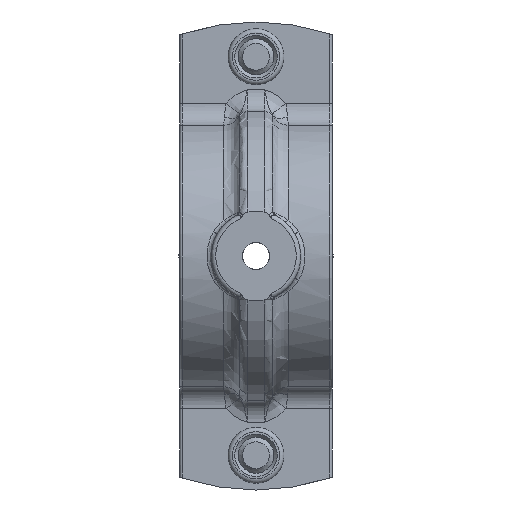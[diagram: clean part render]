
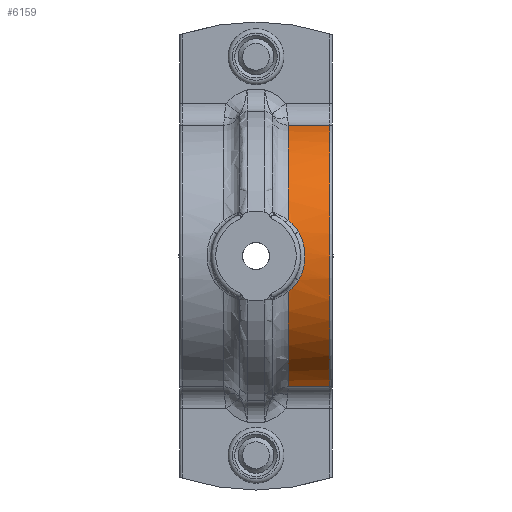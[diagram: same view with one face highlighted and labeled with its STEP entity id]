
A CAD part, left-side view. The second image highlights one B-rep face of the part: STEP entity #6159.
In plain terms, the highlighted cylindrical face has radius 30 mm (diameter 60 mm), a partial arc.
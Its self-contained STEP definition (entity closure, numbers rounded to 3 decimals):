
#153=LINE('',#11315,#349);
#154=LINE('',#11316,#350);
#349=VECTOR('',#7497,1000.);
#350=VECTOR('',#7498,1000.);
#630=B_SPLINE_CURVE_WITH_KNOTS('',3,(#10231,#10232,#10233,#10234),
 .UNSPECIFIED.,.F.,.F.,(4,4),(0.,1.),.UNSPECIFIED.);
#632=B_SPLINE_CURVE_WITH_KNOTS('',3,(#10285,#10286,#10287,#10288,#10289,
#10290,#10291,#10292,#10293,#10294,#10295,#10296,#10297,#10298,#10299,#10300),
 .UNSPECIFIED.,.F.,.F.,(4,1,1,1,1,1,1,1,1,1,1,1,1,4),(0.,0.125,0.188,0.25,
0.313,0.375,0.438,0.5,0.625,0.688,0.75,0.813,0.875,1.),
 .UNSPECIFIED.);
#633=B_SPLINE_CURVE_WITH_KNOTS('',3,(#10327,#10328,#10329,#10330),
 .UNSPECIFIED.,.F.,.F.,(4,4),(0.,1.),.UNSPECIFIED.);
#1065=CYLINDRICAL_SURFACE('',#6652,30.);
#1589=ORIENTED_EDGE('',*,*,#3256,.T.);
#1590=ORIENTED_EDGE('',*,*,#3358,.F.);
#1591=ORIENTED_EDGE('',*,*,#3312,.T.);
#1592=ORIENTED_EDGE('',*,*,#3359,.F.);
#1593=ORIENTED_EDGE('',*,*,#3257,.T.);
#1594=ORIENTED_EDGE('',*,*,#3254,.T.);
#1595=ORIENTED_EDGE('',*,*,#3252,.T.);
#1596=ORIENTED_EDGE('',*,*,#3250,.T.);
#3250=EDGE_CURVE('',#4184,#4116,#630,.T.);
#3252=EDGE_CURVE('',#4185,#4184,#632,.T.);
#3254=EDGE_CURVE('',#4117,#4185,#633,.T.);
#3256=EDGE_CURVE('',#4116,#4186,#4739,.T.);
#3257=EDGE_CURVE('',#4187,#4117,#4740,.T.);
#3312=EDGE_CURVE('',#4217,#4220,#4761,.T.);
#3358=EDGE_CURVE('',#4217,#4186,#153,.T.);
#3359=EDGE_CURVE('',#4187,#4220,#154,.T.);
#4116=VERTEX_POINT('',#9002);
#4117=VERTEX_POINT('',#9041);
#4184=VERTEX_POINT('',#10235);
#4185=VERTEX_POINT('',#10301);
#4186=VERTEX_POINT('',#10337);
#4187=VERTEX_POINT('',#10341);
#4217=VERTEX_POINT('',#11004);
#4220=VERTEX_POINT('',#11009);
#4739=CIRCLE('',#6578,30.);
#4740=CIRCLE('',#6580,30.);
#4761=CIRCLE('',#6610,30.);
#5155=EDGE_LOOP('',(#1589,#1590,#1591,#1592,#1593,#1594,#1595,#1596));
#5631=FACE_BOUND('',#5155,.T.);
#6159=ADVANCED_FACE('',(#5631),#1065,.T.);
#6578=AXIS2_PLACEMENT_3D('',#10338,#7345,#7346);
#6580=AXIS2_PLACEMENT_3D('',#10340,#7349,#7350);
#6610=AXIS2_PLACEMENT_3D('',#11010,#7409,#7410);
#6652=AXIS2_PLACEMENT_3D('',#11314,#7495,#7496);
#7345=DIRECTION('',(0.,-1.,0.));
#7346=DIRECTION('',(-0.963,0.,-0.268));
#7349=DIRECTION('',(0.,-1.,0.));
#7350=DIRECTION('',(-0.229,0.,0.974));
#7409=DIRECTION('',(0.,1.,0.));
#7410=DIRECTION('',(-0.229,0.,-0.974));
#7495=DIRECTION('',(0.,1.,0.));
#7496=DIRECTION('',(0.,0.,1.));
#7497=DIRECTION('',(0.,1.,0.));
#7498=DIRECTION('',(0.,-1.,0.));
#9002=CARTESIAN_POINT('',(-28.899,92.804,-8.051));
#9041=CARTESIAN_POINT('',(-28.899,92.804,8.051));
#10231=CARTESIAN_POINT('',(-29.516,90.5,-5.366));
#10232=CARTESIAN_POINT('',(-29.333,91.107,-6.372));
#10233=CARTESIAN_POINT('',(-29.114,91.885,-7.282));
#10234=CARTESIAN_POINT('',(-28.899,92.804,-8.051));
#10235=CARTESIAN_POINT('',(-29.516,90.5,-5.366));
#10285=CARTESIAN_POINT('',(-29.516,90.5,5.366));
#10286=CARTESIAN_POINT('',(-29.578,90.294,5.025));
#10287=CARTESIAN_POINT('',(-29.665,90.019,4.497));
#10288=CARTESIAN_POINT('',(-29.768,89.712,3.736));
#10289=CARTESIAN_POINT('',(-29.833,89.525,3.187));
#10290=CARTESIAN_POINT('',(-29.902,89.33,2.461));
#10291=CARTESIAN_POINT('',(-29.949,89.199,1.794));
#10292=CARTESIAN_POINT('',(-29.988,89.094,0.957));
#10293=CARTESIAN_POINT('',(-30.008,89.041,-0.079));
#10294=CARTESIAN_POINT('',(-29.981,89.113,-1.269));
#10295=CARTESIAN_POINT('',(-29.917,89.285,-2.266));
#10296=CARTESIAN_POINT('',(-29.849,89.478,-3.033));
#10297=CARTESIAN_POINT('',(-29.782,89.671,-3.627));
#10298=CARTESIAN_POINT('',(-29.675,89.99,-4.44));
#10299=CARTESIAN_POINT('',(-29.582,90.281,-5.004));
#10300=CARTESIAN_POINT('',(-29.516,90.5,-5.366));
#10301=CARTESIAN_POINT('',(-29.516,90.5,5.366));
#10327=CARTESIAN_POINT('',(-28.899,92.804,8.051));
#10328=CARTESIAN_POINT('',(-29.114,91.884,7.281));
#10329=CARTESIAN_POINT('',(-29.333,91.106,6.372));
#10330=CARTESIAN_POINT('',(-29.516,90.5,5.366));
#10337=CARTESIAN_POINT('',(-6.857,92.804,-29.206));
#10338=CARTESIAN_POINT('',(0.,92.804,0.));
#10340=CARTESIAN_POINT('',(0.,92.804,0.));
#10341=CARTESIAN_POINT('',(-6.857,92.804,29.206));
#11004=CARTESIAN_POINT('',(-6.857,83.5,-29.206));
#11009=CARTESIAN_POINT('',(-6.857,83.5,29.206));
#11010=CARTESIAN_POINT('',(0.,83.5,0.));
#11314=CARTESIAN_POINT('',(0.,83.,0.));
#11315=CARTESIAN_POINT('',(-6.857,83.5,-29.206));
#11316=CARTESIAN_POINT('',(-6.857,92.804,29.206));
